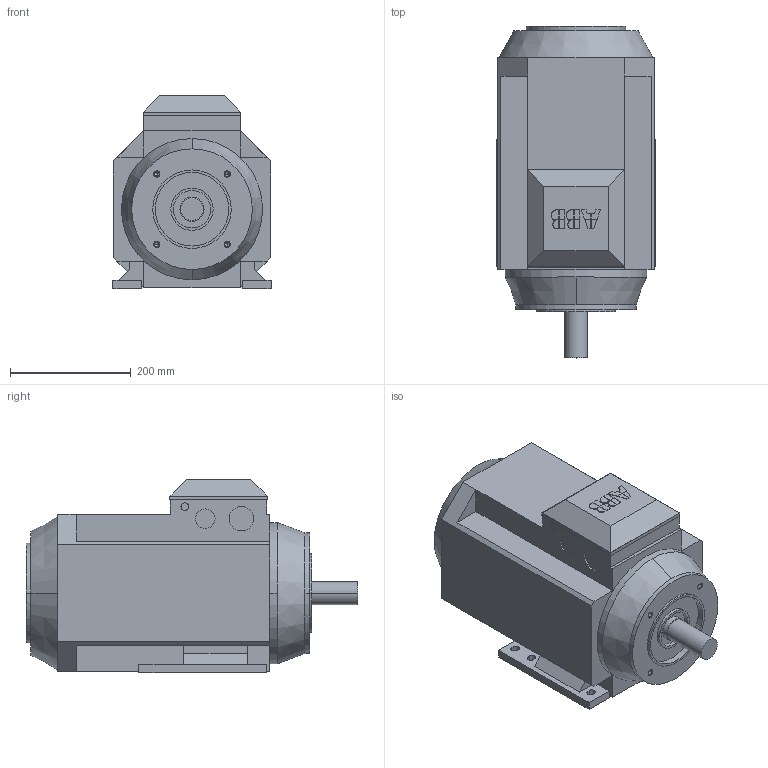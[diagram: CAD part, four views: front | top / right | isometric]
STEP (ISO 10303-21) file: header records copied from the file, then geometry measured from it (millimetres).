
FILE_DESCRIPTION(/* description */ (''),/* implementation_level */ '2;1');
FILE_NAME(/* name */ 'M3AA IE2 132SME B34.stp',/* time_stamp */ '2015-06-29T15:23:40+02:00',/* author */ (''),/* organization */ (''),/* preprocessor_version */ 'ST-DEVELOPER v14',/* originating_system */ 'SIEMENS PLM Software NX 8.0',/* authorisation */ '');
FILE_SCHEMA (('AUTOMOTIVE_DESIGN { 1 0 10303 214 3 1 1 1 }'));
Length unit declared in the file: millimetre
Products named in the file (1): M3AA IE2 132SME B34_igs
Bounding box: 262 x 550 x 321 mm (x, y, z)
Volume: 26328487 mm3; surface area: 696049 mm2
Topology: 1 solids, 1 shells, 234 faces, 576 edges, 370 vertices
Faces by surface type: plane 150, cylinder 52, cone 22, bspline 10
Entity records: 6886 total; most frequent: CARTESIAN_POINT 1293, ORIENTED_EDGE 1136, DIRECTION 1122, EDGE_CURVE 568, LINE 424, VECTOR 424, VERTEX_POINT 370, AXIS2_PLACEMENT_3D 349
